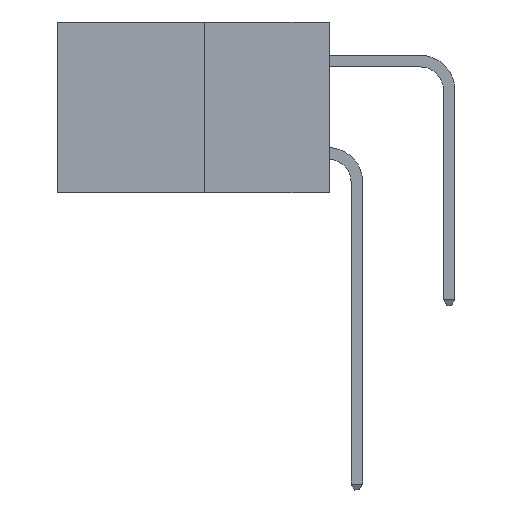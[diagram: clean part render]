
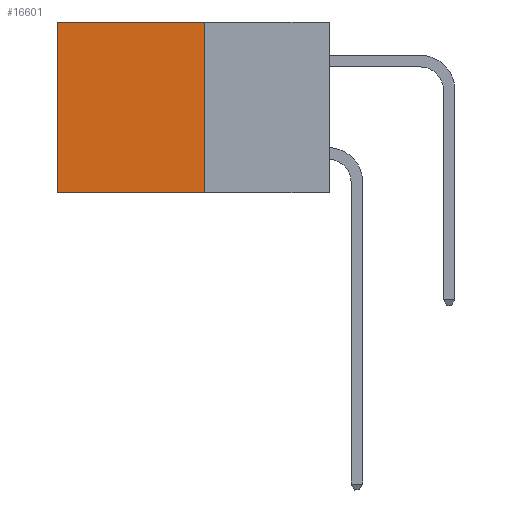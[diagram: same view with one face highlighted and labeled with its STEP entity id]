
A CAD part, left-side view. The second image highlights one B-rep face of the part: STEP entity #16601.
In plain terms, the highlighted planar face has unit normal (-1, 0, 0).
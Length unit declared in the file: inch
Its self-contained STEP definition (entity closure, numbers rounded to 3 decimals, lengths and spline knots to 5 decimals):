
#1202 = VERTEX_POINT ( 'NONE', #30958 ) ;
#1979 = DIRECTION ( 'NONE',  ( 0., 1., 0. ) ) ;
#2576 = EDGE_CURVE ( 'NONE', #22494, #22455, #27807, .T. ) ;
#3995 = AXIS2_PLACEMENT_3D ( 'NONE', #4636, #33263, #16041 ) ;
#4595 = CARTESIAN_POINT ( 'NONE',  ( 0.277, 0.27, -0.37 ) ) ;
#4636 = CARTESIAN_POINT ( 'NONE',  ( 0.277, 0.27, -0.37 ) ) ;
#5240 = EDGE_LOOP ( 'NONE', ( #26083, #33467, #32958, #29923 ) ) ;
#6794 = EDGE_CURVE ( 'NONE', #26796, #1202, #33428, .T. ) ;
#9070 = LINE ( 'NONE', #4595, #23366 ) ;
#9299 = VECTOR ( 'NONE', #9630, 39.37008 ) ;
#9630 = DIRECTION ( 'NONE',  ( 0., 0., -1. ) ) ;
#11544 = EDGE_CURVE ( 'NONE', #26796, #22494, #9070, .T. ) ;
#11634 = VECTOR ( 'NONE', #30315, 39.37008 ) ;
#13267 = CARTESIAN_POINT ( 'NONE',  ( 0.277, 0.27, 0. ) ) ;
#13378 = FACE_OUTER_BOUND ( 'NONE', #5240, .T. ) ;
#13861 = EDGE_CURVE ( 'NONE', #1202, #22455, #16857, .T. ) ;
#14223 = CARTESIAN_POINT ( 'NONE',  ( 0.277, 0.27, -0.37 ) ) ;
#15997 = DIRECTION ( 'NONE',  ( 0., 0., -1. ) ) ;
#16041 = DIRECTION ( 'NONE',  ( 0., 0., -1. ) ) ;
#16601 = ADVANCED_FACE ( 'NONE', ( #13378 ), #27363, .F. ) ;
#16857 = LINE ( 'NONE', #35413, #9299 ) ;
#17240 = VECTOR ( 'NONE', #1979, 39.37008 ) ;
#22455 = VERTEX_POINT ( 'NONE', #28315 ) ;
#22494 = VERTEX_POINT ( 'NONE', #14223 ) ;
#23358 = CARTESIAN_POINT ( 'NONE',  ( 0.277, 0.27, 0. ) ) ;
#23366 = VECTOR ( 'NONE', #15997, 39.37008 ) ;
#26083 = ORIENTED_EDGE ( 'NONE', *, *, #13861, .T. ) ;
#26796 = VERTEX_POINT ( 'NONE', #23358 ) ;
#27363 = PLANE ( 'NONE',  #3995 ) ;
#27807 = LINE ( 'NONE', #30268, #11634 ) ;
#28315 = CARTESIAN_POINT ( 'NONE',  ( 0.277, 0.59, -0.37 ) ) ;
#29923 = ORIENTED_EDGE ( 'NONE', *, *, #6794, .T. ) ;
#30268 = CARTESIAN_POINT ( 'NONE',  ( 0.277, 0.27, -0.37 ) ) ;
#30315 = DIRECTION ( 'NONE',  ( 0., 1., 0. ) ) ;
#30958 = CARTESIAN_POINT ( 'NONE',  ( 0.277, 0.59, 0. ) ) ;
#32958 = ORIENTED_EDGE ( 'NONE', *, *, #11544, .F. ) ;
#33263 = DIRECTION ( 'NONE',  ( 1., 0., 0. ) ) ;
#33428 = LINE ( 'NONE', #13267, #17240 ) ;
#33467 = ORIENTED_EDGE ( 'NONE', *, *, #2576, .F. ) ;
#35413 = CARTESIAN_POINT ( 'NONE',  ( 0.277, 0.59, -0.37 ) ) ;
